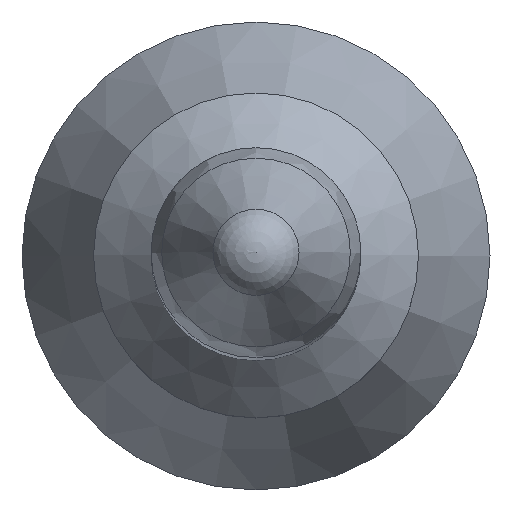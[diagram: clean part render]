
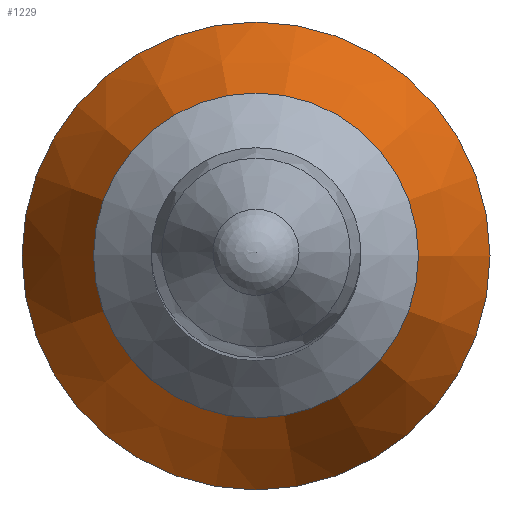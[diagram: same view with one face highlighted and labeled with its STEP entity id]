
A CAD part, top view. The second image highlights one B-rep face of the part: STEP entity #1229.
In plain terms, the highlighted conical face has half-angle 24.513 degrees and reference radius 1.75 mm.
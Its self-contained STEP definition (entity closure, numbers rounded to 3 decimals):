
#737=CONICAL_SURFACE('',#2994,1.75,24.513);
#1113=B_SPLINE_CURVE_WITH_KNOTS('',3,(#5058,#5059,#5060,#5061,#5062,#5063,
#5064,#5065,#5066,#5067,#5068,#5069,#5070,#5071,#5072,#5073,#5074,#5075),
 .UNSPECIFIED.,.T.,.F.,(2,2,2,2,2,2,2,2,2,2,2),(-0.125,0.,0.125,0.25,0.375,
0.5,0.625,0.75,0.875,1.,1.125),.UNSPECIFIED.);
#1229=ADVANCED_FACE('',(#1368,#1369),#737,.T.);
#1368=FACE_BOUND('',#1527,.T.);
#1369=FACE_BOUND('',#1528,.T.);
#1527=EDGE_LOOP('',(#2087));
#1528=EDGE_LOOP('',(#2088));
#2087=ORIENTED_EDGE('',*,*,#2570,.T.);
#2088=ORIENTED_EDGE('',*,*,#2297,.F.);
#2102=VERTEX_POINT('',#3617);
#2290=VERTEX_POINT('',#5076);
#2297=EDGE_CURVE('',#2102,#2102,#2577,.T.);
#2570=EDGE_CURVE('',#2290,#2290,#1113,.T.);
#2577=CIRCLE('',#2777,1.75);
#2777=AXIS2_PLACEMENT_3D('',#3616,#3009,#3010);
#2994=AXIS2_PLACEMENT_3D('',#5077,#3588,#3589);
#3009=DIRECTION('',(0.,0.,-1.));
#3010=DIRECTION('',(-1.,0.,0.));
#3588=DIRECTION('',(0.,0.,-1.));
#3589=DIRECTION('',(-1.,0.,0.));
#3616=CARTESIAN_POINT('',(0.,0.,8.967));
#3617=CARTESIAN_POINT('',(-1.75,0.,8.967));
#5058=CARTESIAN_POINT('',(-0.9,-0.236,10.831));
#5059=CARTESIAN_POINT('',(-0.9,0.236,10.831));
#5060=CARTESIAN_POINT('',(-0.803,0.47,10.831));
#5061=CARTESIAN_POINT('',(-0.47,0.803,10.831));
#5062=CARTESIAN_POINT('',(-0.236,0.9,10.831));
#5063=CARTESIAN_POINT('',(0.236,0.9,10.831));
#5064=CARTESIAN_POINT('',(0.47,0.803,10.831));
#5065=CARTESIAN_POINT('',(0.803,0.47,10.831));
#5066=CARTESIAN_POINT('',(0.9,0.236,10.831));
#5067=CARTESIAN_POINT('',(0.9,-0.236,10.831));
#5068=CARTESIAN_POINT('',(0.803,-0.47,10.831));
#5069=CARTESIAN_POINT('',(0.47,-0.803,10.831));
#5070=CARTESIAN_POINT('',(0.236,-0.9,10.831));
#5071=CARTESIAN_POINT('',(-0.236,-0.9,10.831));
#5072=CARTESIAN_POINT('',(-0.47,-0.803,10.831));
#5073=CARTESIAN_POINT('',(-0.803,-0.47,10.831));
#5074=CARTESIAN_POINT('',(-0.9,-0.236,10.831));
#5075=CARTESIAN_POINT('',(-0.9,0.236,10.831));
#5076=CARTESIAN_POINT('',(-0.893,0.,10.831));
#5077=CARTESIAN_POINT('',(0.,0.,8.967));
